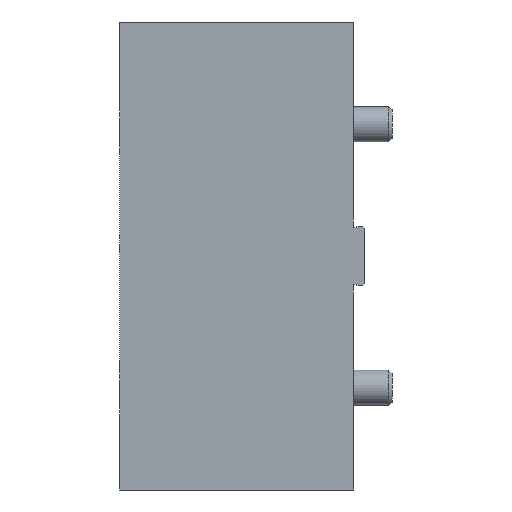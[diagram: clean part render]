
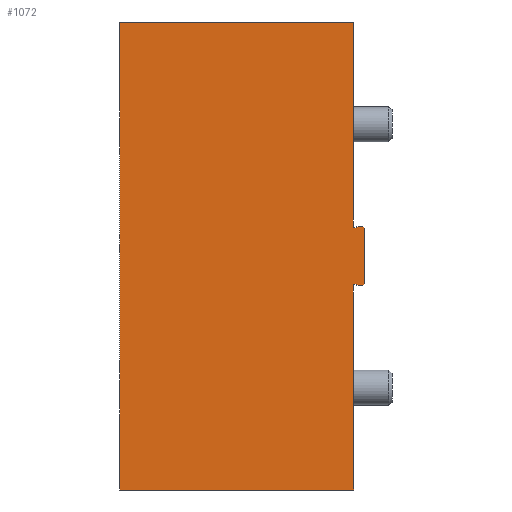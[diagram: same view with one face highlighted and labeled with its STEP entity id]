
A CAD part, left-side view. The second image highlights one B-rep face of the part: STEP entity #1072.
In plain terms, the highlighted planar face has unit normal (-1, 0, 0).
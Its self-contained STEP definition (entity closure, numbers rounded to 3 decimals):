
#454=CARTESIAN_POINT('',(0.0,0.,93.0));
#455=VERTEX_POINT('',#454);
#462=CARTESIAN_POINT('',(0.0,0.3,92.7));
#463=VERTEX_POINT('',#462);
#464=CARTESIAN_POINT('',(0.,0.3,92.7));
#465=DIRECTION('',(0.,-0.707,0.707));
#466=VECTOR('',#465,0.424);
#467=LINE('',#464,#466);
#468=EDGE_CURVE('',#463,#455,#467,.T.);
#493=CARTESIAN_POINT('',(0.0,0.3,90.1));
#494=VERTEX_POINT('',#493);
#495=CARTESIAN_POINT('',(0.,0.3,90.1));
#496=DIRECTION('',(0.0,0.0,1.0));
#497=VECTOR('',#496,2.6);
#498=LINE('',#495,#497);
#499=EDGE_CURVE('',#494,#463,#498,.T.);
#525=CARTESIAN_POINT('',(0.0,-0.7,89.7));
#526=VERTEX_POINT('',#525);
#533=CARTESIAN_POINT('',(0.0,-1.,90.0));
#534=VERTEX_POINT('',#533);
#535=CARTESIAN_POINT('',(0.,-1.,90.0));
#536=DIRECTION('',(0.,0.707,-0.707));
#537=VECTOR('',#536,0.424);
#538=LINE('',#535,#537);
#539=EDGE_CURVE('',#534,#526,#538,.T.);
#565=CARTESIAN_POINT('',(0.0,-0.1,89.7));
#566=VERTEX_POINT('',#565);
#567=CARTESIAN_POINT('',(0.0,-0.1,90.1));
#568=DIRECTION('',(1.0,0.0,0.0));
#569=DIRECTION('',(0.0,1.0,0.0));
#570=AXIS2_PLACEMENT_3D('',#567,#568,#569);
#571=CIRCLE('',#570,0.4);
#572=EDGE_CURVE('',#566,#494,#571,.T.);
#595=CARTESIAN_POINT('',(0.,-0.7,89.7));
#596=DIRECTION('',(0.0,1.0,0.0));
#597=VECTOR('',#596,0.6);
#598=LINE('',#595,#597);
#599=EDGE_CURVE('',#526,#566,#598,.T.);
#923=CARTESIAN_POINT('',(0.,-3.0,90.0));
#924=VERTEX_POINT('',#923);
#925=CARTESIAN_POINT('',(0.,-1.,90.0));
#926=DIRECTION('',(0.0,-1.0,0.0));
#927=VECTOR('',#926,2.);
#928=LINE('',#925,#927);
#929=EDGE_CURVE('',#534,#924,#928,.T.);
#948=CARTESIAN_POINT('',(0.0,0.0,0.0));
#949=DIRECTION('',(-1.0,0.0,0.0));
#950=DIRECTION('',(0.0,0.0,1.0));
#951=AXIS2_PLACEMENT_3D('',#948,#949,#950);
#952=PLANE('',#951);
#953=ORIENTED_EDGE('',*,*,#539,.T.);
#954=ORIENTED_EDGE('',*,*,#599,.T.);
#955=ORIENTED_EDGE('',*,*,#572,.T.);
#956=ORIENTED_EDGE('',*,*,#499,.T.);
#957=ORIENTED_EDGE('',*,*,#468,.T.);
#958=CARTESIAN_POINT('',(0.0,0.0,160.0));
#959=VERTEX_POINT('',#958);
#960=CARTESIAN_POINT('',(0.0,0.0,93.0));
#961=DIRECTION('',(0.0,0.0,1.0));
#962=VECTOR('',#961,67.0);
#963=LINE('',#960,#962);
#964=EDGE_CURVE('',#455,#959,#963,.T.);
#965=ORIENTED_EDGE('',*,*,#964,.T.);
#966=CARTESIAN_POINT('',(0.,80.0,160.0));
#967=VERTEX_POINT('',#966);
#968=CARTESIAN_POINT('',(0.0,0.0,160.0));
#969=DIRECTION('',(0.0,1.0,0.0));
#970=VECTOR('',#969,80.0);
#971=LINE('',#968,#970);
#972=EDGE_CURVE('',#959,#967,#971,.T.);
#973=ORIENTED_EDGE('',*,*,#972,.T.);
#974=CARTESIAN_POINT('',(0.,80.0,0.0));
#975=VERTEX_POINT('',#974);
#976=CARTESIAN_POINT('',(0.,80.0,0.0));
#977=DIRECTION('',(0.0,0.0,1.0));
#978=VECTOR('',#977,160.0);
#979=LINE('',#976,#978);
#980=EDGE_CURVE('',#975,#967,#979,.T.);
#981=ORIENTED_EDGE('',*,*,#980,.F.);
#982=CARTESIAN_POINT('',(0.0,0.0,0.0));
#983=VERTEX_POINT('',#982);
#984=CARTESIAN_POINT('',(0.,80.0,0.0));
#985=DIRECTION('',(0.0,-1.0,0.0));
#986=VECTOR('',#985,80.0);
#987=LINE('',#984,#986);
#988=EDGE_CURVE('',#975,#983,#987,.T.);
#989=ORIENTED_EDGE('',*,*,#988,.T.);
#990=CARTESIAN_POINT('',(0.0,0.,67.0));
#991=VERTEX_POINT('',#990);
#992=CARTESIAN_POINT('',(0.0,0.0,0.0));
#993=DIRECTION('',(0.0,0.0,1.0));
#994=VECTOR('',#993,67.0);
#995=LINE('',#992,#994);
#996=EDGE_CURVE('',#983,#991,#995,.T.);
#997=ORIENTED_EDGE('',*,*,#996,.T.);
#998=CARTESIAN_POINT('',(0.0,0.3,67.3));
#999=VERTEX_POINT('',#998);
#1000=CARTESIAN_POINT('',(0.,0.,67.0));
#1001=DIRECTION('',(0.,0.707,0.707));
#1002=VECTOR('',#1001,0.424);
#1003=LINE('',#1000,#1002);
#1004=EDGE_CURVE('',#991,#999,#1003,.T.);
#1005=ORIENTED_EDGE('',*,*,#1004,.T.);
#1006=CARTESIAN_POINT('',(0.0,0.3,69.9));
#1007=VERTEX_POINT('',#1006);
#1008=CARTESIAN_POINT('',(0.,0.3,67.3));
#1009=DIRECTION('',(0.0,0.0,1.0));
#1010=VECTOR('',#1009,2.6);
#1011=LINE('',#1008,#1010);
#1012=EDGE_CURVE('',#999,#1007,#1011,.T.);
#1013=ORIENTED_EDGE('',*,*,#1012,.T.);
#1014=CARTESIAN_POINT('',(0.0,-0.1,70.3));
#1015=VERTEX_POINT('',#1014);
#1016=CARTESIAN_POINT('',(0.0,-0.1,69.9));
#1017=DIRECTION('',(1.0,0.0,0.0));
#1018=DIRECTION('',(0.0,1.0,0.0));
#1019=AXIS2_PLACEMENT_3D('',#1016,#1017,#1018);
#1020=CIRCLE('',#1019,0.4);
#1021=EDGE_CURVE('',#1007,#1015,#1020,.T.);
#1022=ORIENTED_EDGE('',*,*,#1021,.T.);
#1023=CARTESIAN_POINT('',(0.0,-0.7,70.3));
#1024=VERTEX_POINT('',#1023);
#1025=CARTESIAN_POINT('',(0.,-0.1,70.3));
#1026=DIRECTION('',(0.0,-1.0,0.0));
#1027=VECTOR('',#1026,0.6);
#1028=LINE('',#1025,#1027);
#1029=EDGE_CURVE('',#1015,#1024,#1028,.T.);
#1030=ORIENTED_EDGE('',*,*,#1029,.T.);
#1031=CARTESIAN_POINT('',(0.0,-1.,70.0));
#1032=VERTEX_POINT('',#1031);
#1033=CARTESIAN_POINT('',(0.,-0.7,70.3));
#1034=DIRECTION('',(0.,-0.707,-0.707));
#1035=VECTOR('',#1034,0.424);
#1036=LINE('',#1033,#1035);
#1037=EDGE_CURVE('',#1024,#1032,#1036,.T.);
#1038=ORIENTED_EDGE('',*,*,#1037,.T.);
#1039=CARTESIAN_POINT('',(0.0,-3.0,70.0));
#1040=VERTEX_POINT('',#1039);
#1041=CARTESIAN_POINT('',(0.0,-1.,70.0));
#1042=DIRECTION('',(0.0,-1.0,0.0));
#1043=VECTOR('',#1042,2.);
#1044=LINE('',#1041,#1043);
#1045=EDGE_CURVE('',#1032,#1040,#1044,.T.);
#1046=ORIENTED_EDGE('',*,*,#1045,.T.);
#1047=CARTESIAN_POINT('',(0.,-3.5,70.5));
#1048=VERTEX_POINT('',#1047);
#1049=CARTESIAN_POINT('',(0.,-3.5,70.5));
#1050=DIRECTION('',(0.,0.707,-0.707));
#1051=VECTOR('',#1050,0.707);
#1052=LINE('',#1049,#1051);
#1053=EDGE_CURVE('',#1048,#1040,#1052,.T.);
#1054=ORIENTED_EDGE('',*,*,#1053,.F.);
#1055=CARTESIAN_POINT('',(0.,-3.5,89.5));
#1056=VERTEX_POINT('',#1055);
#1057=CARTESIAN_POINT('',(0.,-3.5,70.5));
#1058=DIRECTION('',(0.0,0.0,1.0));
#1059=VECTOR('',#1058,19.0);
#1060=LINE('',#1057,#1059);
#1061=EDGE_CURVE('',#1048,#1056,#1060,.T.);
#1062=ORIENTED_EDGE('',*,*,#1061,.T.);
#1063=CARTESIAN_POINT('',(0.,-3.,90.0));
#1064=DIRECTION('',(0.,-0.707,-0.707));
#1065=VECTOR('',#1064,0.707);
#1066=LINE('',#1063,#1065);
#1067=EDGE_CURVE('',#924,#1056,#1066,.T.);
#1068=ORIENTED_EDGE('',*,*,#1067,.F.);
#1069=ORIENTED_EDGE('',*,*,#929,.F.);
#1070=EDGE_LOOP('',(#953,#954,#955,#956,#957,#965,#973,#981,#989,#997,#1005,#1013,#1022,#1030,#1038,#1046,#1054,#1062,#1068,#1069));
#1071=FACE_OUTER_BOUND('',#1070,.T.);
#1072=ADVANCED_FACE('',(#1071),#952,.T.);
